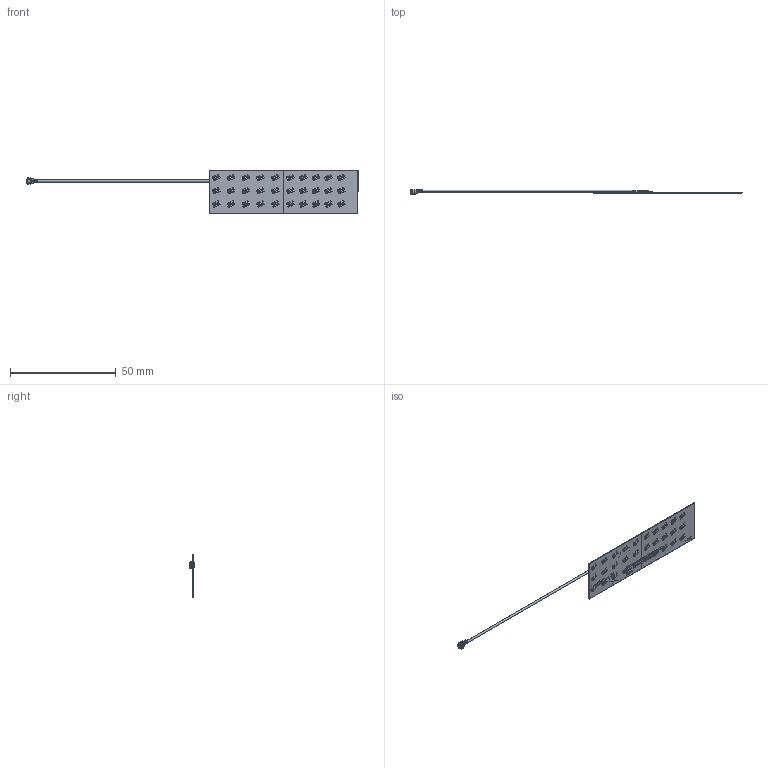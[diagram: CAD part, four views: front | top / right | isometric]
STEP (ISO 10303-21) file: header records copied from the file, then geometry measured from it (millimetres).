
FILE_DESCRIPTION (( 'STEP AP214' ), '1' );
FILE_NAME ('FXP14.07.0100A_Web.STEP', '2022-05-19T09:36:33', ( '' ), ( '' ), 'SwSTEP 2.0', 'SolidWorks 2018', '' );
FILE_SCHEMA (( 'AUTOMOTIVE_DESIGN' ));
Length unit declared in the file: millimetre
Products named in the file (5): FXP14; Double-Sided Adhesive; IPEX 1; FXP14.07.0100A_Web; 1.13 Cable
Assembly tree (4 placements, depth 2):
  FXP14.07.0100A_Web
    FXP14
    Double-Sided Adhesive
    1.13 Cable
    IPEX 1
Bounding box: 157.15 x 2 x 20.4 mm (x, y, z)
Volume: 462.5 mm3; surface area: 9170.2 mm2
Topology: 6 solids, 6 shells, 2483 faces, 6884 edges, 4582 vertices
Faces by surface type: plane 1292, bspline 1097, cylinder 94
Entity records: 128598 total; most frequent: CARTESIAN_POINT 60501, ORIENTED_EDGE 13768, DIRECTION 7602, EDGE_CURVE 6884, VERTEX_POINT 4582, VECTOR 4460, LINE 4460, EDGE_LOOP 2656
